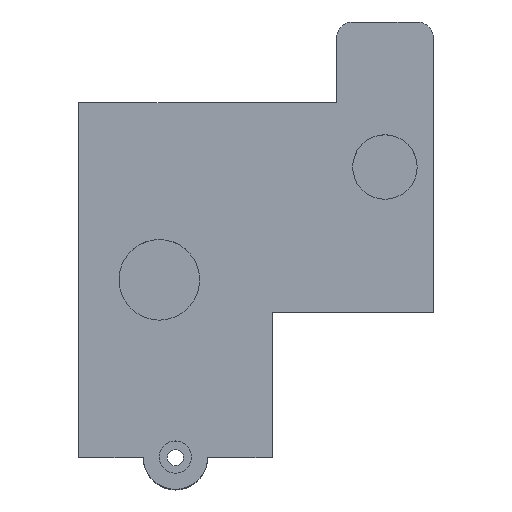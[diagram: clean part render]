
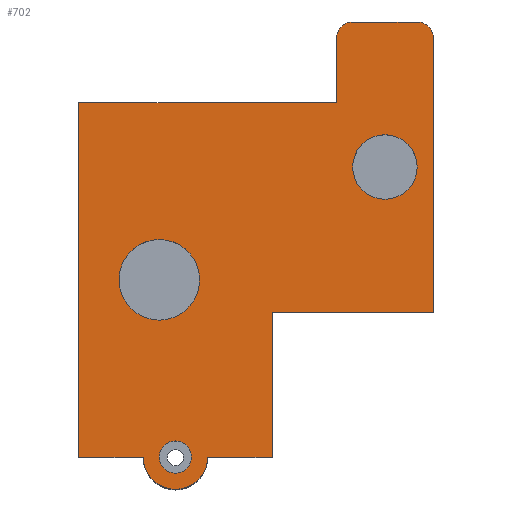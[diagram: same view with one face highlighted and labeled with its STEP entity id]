
A CAD part, top view. The second image highlights one B-rep face of the part: STEP entity #702.
In plain terms, the highlighted planar face has unit normal (0, 0, 1).
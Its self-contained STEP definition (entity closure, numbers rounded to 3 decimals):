
#41=CARTESIAN_POINT('POINT5',(7.,-2.,0.));
#42=VERTEX_POINT('VERTEX5',#41);
#49=CARTESIAN_POINT('POINT6',(7.,-11.,0.));
#50=VERTEX_POINT('VERTEX6',#49);
#51=CARTESIAN_POINT('POS7',(7.,-2.,0.));
#52=DIRECTION('DIR8',(0.,-1.,0.));
#53=VECTOR('VEC6',#52,1.);
#54=LINE('STRAIGHT6',#51,#53);
#55=EDGE_CURVE('EDGE6',#42,#50,#54,.T.);
#79=CARTESIAN_POINT('POINT8',(3.,-11.,0.));
#80=VERTEX_POINT('VERTEX8',#79);
#96=CARTESIAN_POINT('POS13',(7.,-11.,0.));
#97=DIRECTION('DIR15',(-1.,0.,0.));
#98=VECTOR('VEC11',#97,1.);
#99=LINE('STRAIGHT11',#96,#98);
#100=EDGE_CURVE('EDGE11',#50,#80,#99,.T.);
#110=CARTESIAN_POINT('POINT10',(-1.,-11.,0.));
#111=VERTEX_POINT('VERTEX10',#110);
#128=CARTESIAN_POINT('POS17',(1.,-11.,0.));
#129=DIRECTION('DIR21',(0.,0.,-1.));
#130=DIRECTION('DIR22',(1.,0.,0.));
#131=AXIS2_PLACEMENT_3D('AXIS5',#128,#129,#130);
#132=CIRCLE('ELLIPSE2',#131,2.);
#133=EDGE_CURVE('EDGE14',#80,#111,#132,.T.);
#143=CARTESIAN_POINT('POINT12',(-5.,-11.,0.));
#144=VERTEX_POINT('VERTEX12',#143);
#160=CARTESIAN_POINT('POS21',(-1.,-11.,0.));
#161=DIRECTION('DIR27',(-1.,0.,0.));
#162=VECTOR('VEC15',#161,1.);
#163=LINE('STRAIGHT15',#160,#162);
#164=EDGE_CURVE('EDGE17',#111,#144,#163,.T.);
#174=CARTESIAN_POINT('POINT14',(-5.,11.,0.));
#175=VERTEX_POINT('VERTEX14',#174);
#191=CARTESIAN_POINT('POS25',(-5.,-11.,0.));
#192=DIRECTION('DIR32',(0.,1.,0.));
#193=VECTOR('VEC18',#192,1.);
#194=LINE('STRAIGHT18',#191,#193);
#195=EDGE_CURVE('EDGE20',#144,#175,#194,.T.);
#205=CARTESIAN_POINT('POINT16',(-2.5,0.,0.));
#206=VERTEX_POINT('VERTEX16',#205);
#224=CARTESIAN_POINT('POINT19',(2.5,0.,0.));
#225=VERTEX_POINT('VERTEX19',#224);
#232=CARTESIAN_POINT('POS30',(0.,0.,0.));
#233=DIRECTION('DIR39',(0.,0.,1.));
#234=DIRECTION('DIR40',(1.,0.,0.));
#235=AXIS2_PLACEMENT_3D('AXIS10',#232,#233,#234);
#236=CIRCLE('ELLIPSE4',#235,2.5);
#237=EDGE_CURVE('EDGE24',#225,#206,#236,.T.);
#256=CARTESIAN_POINT('POS33',(0.,0.,0.));
#257=DIRECTION('DIR45',(0.,0.,1.));
#258=DIRECTION('DIR46',(-1.,0.,0.));
#259=AXIS2_PLACEMENT_3D('AXIS13',#256,#257,#258);
#260=CIRCLE('ELLIPSE6',#259,2.5);
#261=EDGE_CURVE('EDGE26',#206,#225,#260,.T.);
#271=CARTESIAN_POINT('POINT20',(12.,7.,0.));
#272=VERTEX_POINT('VERTEX20',#271);
#290=CARTESIAN_POINT('POINT23',(16.,7.,0.));
#291=VERTEX_POINT('VERTEX23',#290);
#298=CARTESIAN_POINT('POS38',(14.,7.,0.));
#299=DIRECTION('DIR53',(0.,0.,1.));
#300=DIRECTION('DIR54',(1.,0.,0.));
#301=AXIS2_PLACEMENT_3D('AXIS16',#298,#299,#300);
#302=CIRCLE('ELLIPSE8',#301,2.);
#303=EDGE_CURVE('EDGE30',#291,#272,#302,.T.);
#322=CARTESIAN_POINT('POS41',(14.,7.,0.));
#323=DIRECTION('DIR59',(0.,0.,1.));
#324=DIRECTION('DIR60',(-1.,0.,0.));
#325=AXIS2_PLACEMENT_3D('AXIS19',#322,#323,#324);
#326=CIRCLE('ELLIPSE10',#325,2.);
#327=EDGE_CURVE('EDGE32',#272,#291,#326,.T.);
#337=CARTESIAN_POINT('POINT24',(0.,-11.,0.));
#338=VERTEX_POINT('VERTEX24',#337);
#356=CARTESIAN_POINT('POINT27',(2.,-11.,0.));
#357=VERTEX_POINT('VERTEX27',#356);
#364=CARTESIAN_POINT('POS46',(1.,-11.,0.));
#365=DIRECTION('DIR67',(0.,0.,1.));
#366=DIRECTION('DIR68',(1.,0.,0.));
#367=AXIS2_PLACEMENT_3D('AXIS22',#364,#365,#366);
#368=CIRCLE('ELLIPSE12',#367,1.);
#369=EDGE_CURVE('EDGE36',#357,#338,#368,.T.);
#388=CARTESIAN_POINT('POS49',(1.,-11.,0.));
#389=DIRECTION('DIR73',(0.,0.,1.));
#390=DIRECTION('DIR74',(-1.,0.,0.));
#391=AXIS2_PLACEMENT_3D('AXIS25',#388,#389,#390);
#392=CIRCLE('ELLIPSE14',#391,1.);
#393=EDGE_CURVE('EDGE38',#338,#357,#392,.T.);
#404=CARTESIAN_POINT('POINT28',(11.,11.,0.));
#405=VERTEX_POINT('VERTEX28',#404);
#406=CARTESIAN_POINT('POS51',(-5.,11.,0.));
#407=DIRECTION('DIR77',(1.,0.,0.));
#408=VECTOR('VEC25',#407,1.);
#409=LINE('STRAIGHT25',#406,#408);
#410=EDGE_CURVE('EDGE39',#175,#405,#409,.T.);
#445=CARTESIAN_POINT('POINT32',(16.,16.,0.));
#446=VERTEX_POINT('VERTEX32',#445);
#453=CARTESIAN_POINT('POINT33',(17.,15.,0.));
#454=VERTEX_POINT('VERTEX33',#453);
#455=CARTESIAN_POINT('POS57',(16.,15.,0.));
#456=DIRECTION('DIR85',(0.,0.,1.));
#457=DIRECTION('DIR86',(1.,0.,0.));
#458=AXIS2_PLACEMENT_3D('AXIS29',#455,#456,#457);
#459=CIRCLE('ELLIPSE16',#458,1.);
#460=EDGE_CURVE('EDGE44',#454,#446,#459,.T.);
#621=CARTESIAN_POINT('POINT42',(17.,-2.,0.));
#622=VERTEX_POINT('VERTEX42',#621);
#623=CARTESIAN_POINT('POS76',(17.,-2.,0.));
#624=DIRECTION('DIR111',(-1.,0.,0.));
#625=VECTOR('VEC41',#624,1.);
#626=LINE('STRAIGHT41',#623,#625);
#627=EDGE_CURVE('EDGE58',#622,#42,#626,.T.);
#646=ORIENTED_EDGE('COEDGE92',*,*,#393,.F.);
#647=ORIENTED_EDGE('COEDGE93',*,*,#369,.F.);
#648=EDGE_LOOP('NONE',(#646,#647));
#649=FACE_BOUND('LOOP1',#648,.T.);
#650=ORIENTED_EDGE('COEDGE94',*,*,#327,.F.);
#651=ORIENTED_EDGE('COEDGE95',*,*,#303,.F.);
#652=EDGE_LOOP('NONE',(#650,#651));
#653=FACE_BOUND('LOOP1',#652,.T.);
#654=ORIENTED_EDGE('COEDGE96',*,*,#261,.F.);
#655=ORIENTED_EDGE('COEDGE97',*,*,#237,.F.);
#656=EDGE_LOOP('NONE',(#654,#655));
#657=FACE_BOUND('LOOP1',#656,.T.);
#658=CARTESIAN_POINT('POINT43',(12.,16.,0.));
#659=VERTEX_POINT('VERTEX43',#658);
#660=CARTESIAN_POINT('POS79',(12.,16.,0.));
#661=DIRECTION('DIR115',(1.,0.,0.));
#662=VECTOR('VEC43',#661,1.);
#663=LINE('STRAIGHT43',#660,#662);
#664=EDGE_CURVE('EDGE60',#659,#446,#663,.T.);
#665=ORIENTED_EDGE('COEDGE98',*,*,#664,.F.);
#666=CARTESIAN_POINT('POINT44',(11.,15.,0.));
#667=VERTEX_POINT('VERTEX44',#666);
#668=CARTESIAN_POINT('POS80',(12.,15.,0.));
#669=DIRECTION('DIR116',(0.,0.,1.));
#670=DIRECTION('DIR117',(0.,1.,0.));
#671=AXIS2_PLACEMENT_3D('AXIS37',#668,#669,#670);
#672=CIRCLE('ELLIPSE18',#671,1.);
#673=EDGE_CURVE('EDGE61',#659,#667,#672,.T.);
#674=ORIENTED_EDGE('COEDGE99',*,*,#673,.T.);
#675=CARTESIAN_POINT('POS81',(11.,11.,0.));
#676=DIRECTION('DIR118',(0.,1.,0.));
#677=VECTOR('VEC44',#676,1.);
#678=LINE('STRAIGHT44',#675,#677);
#679=EDGE_CURVE('EDGE62',#405,#667,#678,.T.);
#680=ORIENTED_EDGE('COEDGE100',*,*,#679,.F.);
#681=ORIENTED_EDGE('COEDGE101',*,*,#410,.F.);
#682=ORIENTED_EDGE('COEDGE102',*,*,#195,.F.);
#683=ORIENTED_EDGE('COEDGE103',*,*,#164,.F.);
#684=ORIENTED_EDGE('COEDGE104',*,*,#133,.F.);
#685=ORIENTED_EDGE('COEDGE105',*,*,#100,.F.);
#686=ORIENTED_EDGE('COEDGE106',*,*,#55,.F.);
#687=ORIENTED_EDGE('COEDGE107',*,*,#627,.F.);
#688=CARTESIAN_POINT('POS82',(17.,15.,0.));
#689=DIRECTION('DIR119',(0.,-1.,0.));
#690=VECTOR('VEC45',#689,1.);
#691=LINE('STRAIGHT45',#688,#690);
#692=EDGE_CURVE('EDGE63',#454,#622,#691,.T.);
#693=ORIENTED_EDGE('COEDGE108',*,*,#692,.F.);
#694=ORIENTED_EDGE('COEDGE109',*,*,#460,.T.);
#695=EDGE_LOOP('NONE',(#665,#674,#680,#681,#682,#683,#684,#685,#686,#687
   ,#693,#694));
#696=FACE_BOUND('LOOP1',#695,.T.);
#697=CARTESIAN_POINT('POS83',(0.,0.,0.));
#698=DIRECTION('DIR120',(0.,0.,-1.));
#699=DIRECTION('DIR121',(1.,0.,0.));
#700=AXIS2_PLACEMENT_3D('AXIS38',#697,#698,#699);
#701=PLANE('PLANE12',#700);
#702=ADVANCED_FACE('FACE20',(#649,#653,#657,#696),#701,.F.);
